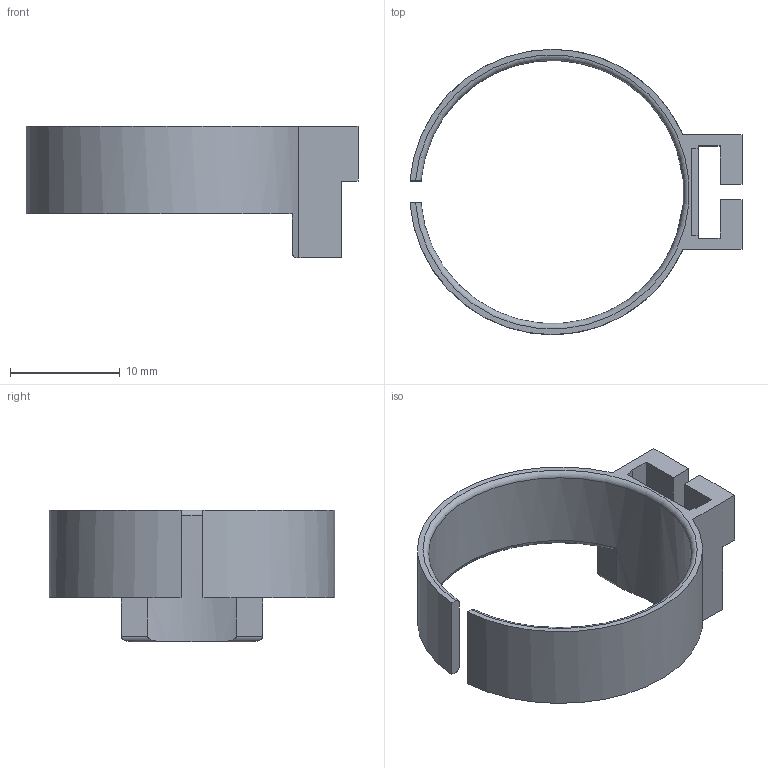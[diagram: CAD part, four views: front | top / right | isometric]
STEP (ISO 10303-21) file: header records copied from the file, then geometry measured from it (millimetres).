
FILE_DESCRIPTION(('FreeCAD Model'),'2;1');
FILE_NAME('Open CASCADE Shape Model','2024-07-31T23:21:55',('Author'),( ''),'Open CASCADE STEP processor 7.6','FreeCAD','Unknown');
FILE_SCHEMA(('AUTOMOTIVE_DESIGN { 1 0 10303 214 1 1 1 1 }'));
Length unit declared in the file: millimetre
Products named in the file (2): Part1; SOLID
Assembly tree (1 placements, depth 2):
  Part1
    SOLID
Bounding box: 30.25 x 26 x 12 mm (x, y, z)
Volume: 856.2 mm3; surface area: 1806.3 mm2
Topology: 1 solids, 1 shells, 43 faces, 118 edges, 77 vertices
Faces by surface type: plane 35, cylinder 5, torus 3
Entity records: 1456 total; most frequent: CARTESIAN_POINT 338, ORIENTED_EDGE 236, DIRECTION 208, EDGE_CURVE 118, LINE 90, VECTOR 90, VERTEX_POINT 77, AXIS2_PLACEMENT_3D 59
